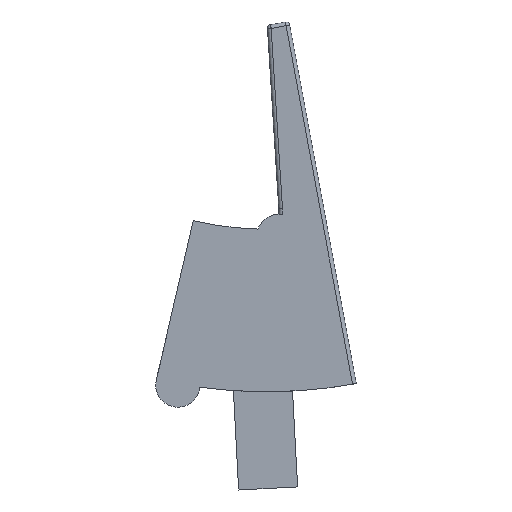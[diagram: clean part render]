
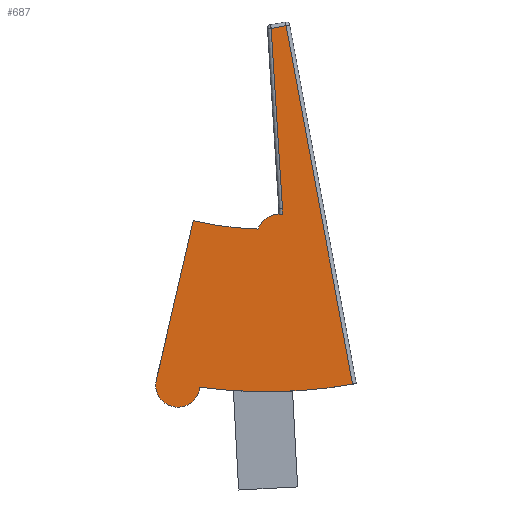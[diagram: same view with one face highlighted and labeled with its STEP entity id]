
A CAD part, front view. The second image highlights one B-rep face of the part: STEP entity #687.
In plain terms, the highlighted planar face has unit normal (0, -1, 0).
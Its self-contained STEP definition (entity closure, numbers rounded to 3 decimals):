
#22=PLANE('',#765);
#60=FACE_OUTER_BOUND('',#103,.T.);
#103=EDGE_LOOP('',(#524,#525,#526,#527,#528,#529,#530,#531,#532,#533));
#138=CIRCLE('',#745,3.);
#146=CIRCLE('',#763,3.);
#148=CIRCLE('',#766,66.265);
#149=CIRCLE('',#767,66.265);
#150=CIRCLE('',#768,44.25);
#182=LINE('',#1118,#240);
#191=LINE('',#1162,#249);
#192=LINE('',#1164,#250);
#193=LINE('',#1165,#251);
#194=LINE('',#1168,#252);
#240=VECTOR('',#872,10.);
#249=VECTOR('',#919,10.);
#250=VECTOR('',#920,10.);
#251=VECTOR('',#921,10.);
#252=VECTOR('',#924,10.);
#302=VERTEX_POINT('',#1091);
#303=VERTEX_POINT('',#1093);
#306=VERTEX_POINT('',#1117);
#316=VERTEX_POINT('',#1148);
#318=VERTEX_POINT('',#1151);
#320=VERTEX_POINT('',#1157);
#321=VERTEX_POINT('',#1159);
#322=VERTEX_POINT('',#1161);
#323=VERTEX_POINT('',#1163);
#324=VERTEX_POINT('',#1166);
#372=EDGE_CURVE('',#303,#302,#138,.T.);
#378=EDGE_CURVE('',#303,#306,#182,.T.);
#394=EDGE_CURVE('',#318,#316,#146,.T.);
#397=EDGE_CURVE('',#320,#316,#148,.F.);
#398=EDGE_CURVE('',#320,#321,#149,.T.);
#399=EDGE_CURVE('',#322,#321,#191,.T.);
#400=EDGE_CURVE('',#323,#322,#192,.T.);
#401=EDGE_CURVE('',#306,#323,#193,.T.);
#402=EDGE_CURVE('',#324,#302,#150,.T.);
#403=EDGE_CURVE('',#324,#318,#194,.T.);
#524=ORIENTED_EDGE('',*,*,#397,.F.);
#525=ORIENTED_EDGE('',*,*,#398,.T.);
#526=ORIENTED_EDGE('',*,*,#399,.F.);
#527=ORIENTED_EDGE('',*,*,#400,.F.);
#528=ORIENTED_EDGE('',*,*,#401,.F.);
#529=ORIENTED_EDGE('',*,*,#378,.F.);
#530=ORIENTED_EDGE('',*,*,#372,.T.);
#531=ORIENTED_EDGE('',*,*,#402,.F.);
#532=ORIENTED_EDGE('',*,*,#403,.T.);
#533=ORIENTED_EDGE('',*,*,#394,.T.);
#687=ADVANCED_FACE('',(#60),#22,.T.);
#745=AXIS2_PLACEMENT_3D('',#1094,#861,#862);
#763=AXIS2_PLACEMENT_3D('',#1152,#908,#909);
#765=AXIS2_PLACEMENT_3D('',#1156,#913,#914);
#766=AXIS2_PLACEMENT_3D('',#1158,#915,#916);
#767=AXIS2_PLACEMENT_3D('',#1160,#917,#918);
#768=AXIS2_PLACEMENT_3D('',#1167,#922,#923);
#861=DIRECTION('center_axis',(0.,-1.,0.));
#862=DIRECTION('ref_axis',(-0.944,0.,0.329));
#872=DIRECTION('',(0.,0.,1.));
#908=DIRECTION('center_axis',(0.,-1.,0.));
#909=DIRECTION('ref_axis',(-0.999,0.,-0.046));
#913=DIRECTION('center_axis',(0.,-1.,0.));
#914=DIRECTION('ref_axis',(-1.,0.,-0.009));
#915=DIRECTION('center_axis',(0.,-1.,0.));
#916=DIRECTION('ref_axis',(0.486,0.,-0.874));
#917=DIRECTION('center_axis',(0.,-1.,0.));
#918=DIRECTION('ref_axis',(-0.362,0.,-0.932));
#919=DIRECTION('',(0.182,0.,-0.983));
#920=DIRECTION('',(0.983,0.,0.182));
#921=DIRECTION('',(-0.063,0.,0.998));
#922=DIRECTION('center_axis',(0.,-1.,0.));
#923=DIRECTION('ref_axis',(0.643,0.,-0.766));
#924=DIRECTION('',(-0.226,0.,-0.974));
#1091=CARTESIAN_POINT('',(-146.913,29.162,-102.774));
#1093=CARTESIAN_POINT('',(-143.58,29.162,-100.804));
#1094=CARTESIAN_POINT('Origin',(-144.08,29.162,-103.762));
#1117=CARTESIAN_POINT('',(-143.58,29.162,-100.022));
#1118=CARTESIAN_POINT('',(-143.58,29.162,-101.138));
#1148=CARTESIAN_POINT('',(-154.76,29.162,-124.181));
#1151=CARTESIAN_POINT('',(-160.636,29.162,-123.094));
#1152=CARTESIAN_POINT('Origin',(-157.746,29.162,-123.901));
#1156=CARTESIAN_POINT('Origin',(-140.534,29.162,-102.238));
#1157=CARTESIAN_POINT('',(-144.548,29.162,-124.796));
#1158=CARTESIAN_POINT('Origin',(-145.679,29.162,-58.541));
#1159=CARTESIAN_POINT('',(-134.08,29.162,-123.783));
#1160=CARTESIAN_POINT('Origin',(-145.679,29.162,-58.541));
#1161=CARTESIAN_POINT('',(-143.091,29.162,-75.227));
#1162=CARTESIAN_POINT('',(-138.165,29.162,-101.768));
#1163=CARTESIAN_POINT('',(-145.113,29.162,-75.603));
#1164=CARTESIAN_POINT('',(-144.032,29.162,-75.402));
#1165=CARTESIAN_POINT('',(-143.506,29.162,-101.213));
#1166=CARTESIAN_POINT('',(-155.652,29.162,-101.652));
#1167=CARTESIAN_POINT('Origin',(-145.679,29.162,-58.541));
#1168=CARTESIAN_POINT('',(-158.571,29.162,-114.211));
